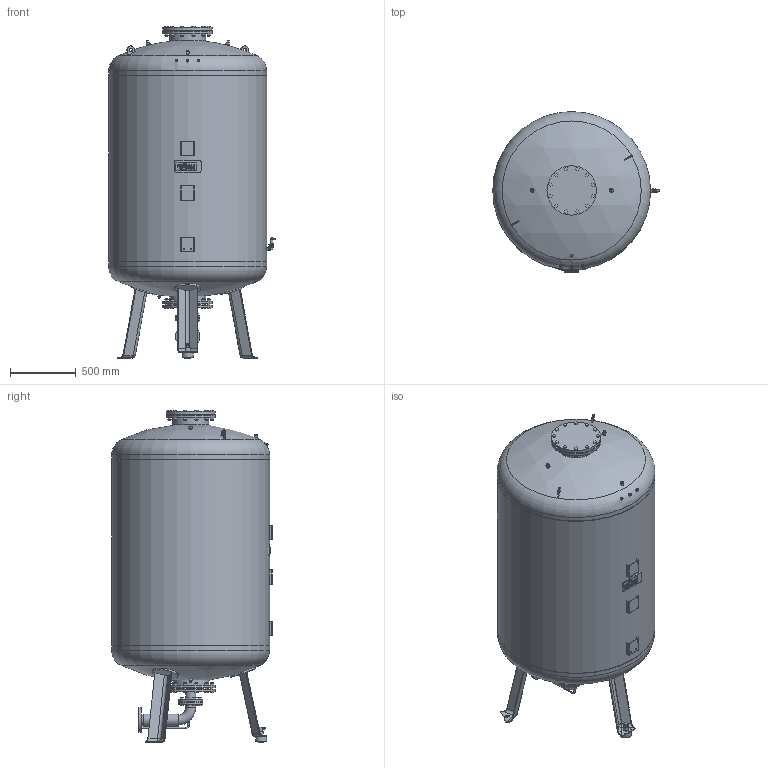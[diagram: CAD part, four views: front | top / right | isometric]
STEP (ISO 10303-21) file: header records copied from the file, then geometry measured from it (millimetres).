
FILE_DESCRIPTION(/* description */ (''),/* implementation_level */ '2;1');
FILE_NAME(/* name */ '3d_ReflexomatRG2000_10bar-8651305.stp',/* time_stamp */ '2017-01-18T08:16:56+01:00',/* author */ ('Andrzej'),/* organization */ (''),/* preprocessor_version */ 'ST-DEVELOPER v15.5',/* originating_system */ 'AutoCAD Mechanical',/* authorisation */ '');
FILE_SCHEMA (('AUTOMOTIVE_DESIGN { 1 0 10303 214 3 1 1 }'));
Length unit declared in the file: millimetre
Products named in the file (1): Product
Bounding box: 1266 x 1220 x 2524 mm (x, y, z)
Volume: 2049180768 mm3; surface area: 15547601.8 mm2
Topology: 42 solids, 42 shells, 1199 faces, 2840 edges, 1853 vertices
Faces by surface type: plane 820, cylinder 277, cone 59, sphere 24, torus 15, bspline 4
Full cylindrical faces by diameter (mm): 3 x1, 3.5 x1, 5 x2, 8 x1, 9 x2, 10 x2, 11.445 x3, 14.95 x1, 15 x1, 15.6 x2, 16 x64, 18 x24, 18.5 x4, 19 x1, 20 x3, 21.3 x3, 24 x1, 26 x1, 28 x2, 30 x4, 37 x1, 70.3 x3, 76.1 x3, 83.883 x1, 92.1 x1, 185 x3, 260.4 x2, 272.4 x1, 273 x1, 375 x4
Entity records: 34203 total; most frequent: CARTESIAN_POINT 6828, DIRECTION 5605, ORIENTED_EDGE 5154, EDGE_CURVE 2577, LINE 1869, VECTOR 1869, AXIS2_PLACEMENT_3D 1868, VERTEX_POINT 1818
